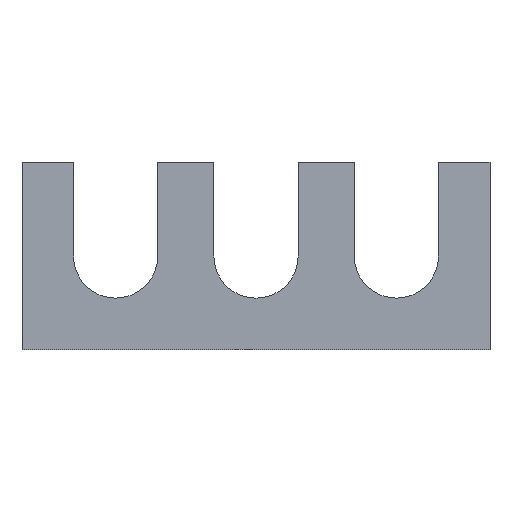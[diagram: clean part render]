
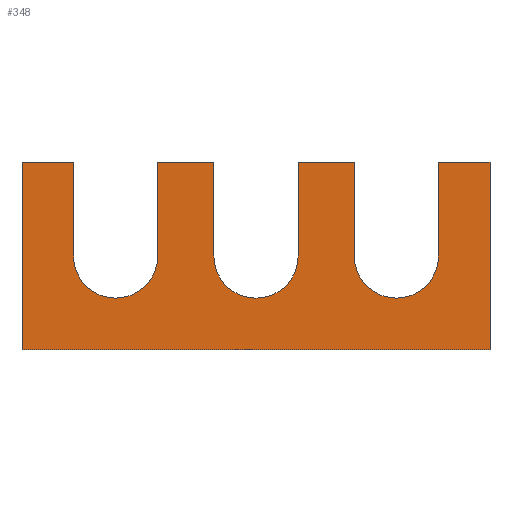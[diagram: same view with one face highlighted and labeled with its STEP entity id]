
A CAD part, top view. The second image highlights one B-rep face of the part: STEP entity #348.
In plain terms, the highlighted planar face has unit normal (0, 0, 1).
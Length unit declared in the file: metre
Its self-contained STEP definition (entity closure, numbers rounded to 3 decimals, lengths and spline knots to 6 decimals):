
#13=CIRCLE('',#366,0.0045);
#15=CIRCLE('',#372,0.0045);
#17=CIRCLE('',#382,0.0045);
#85=ORIENTED_EDGE('',*,*,#119,.F.);
#86=ORIENTED_EDGE('',*,*,#123,.F.);
#87=ORIENTED_EDGE('',*,*,#126,.T.);
#88=ORIENTED_EDGE('',*,*,#129,.T.);
#89=ORIENTED_EDGE('',*,*,#132,.F.);
#90=ORIENTED_EDGE('',*,*,#135,.F.);
#91=ORIENTED_EDGE('',*,*,#138,.T.);
#92=ORIENTED_EDGE('',*,*,#141,.T.);
#93=ORIENTED_EDGE('',*,*,#144,.F.);
#94=ORIENTED_EDGE('',*,*,#147,.F.);
#95=ORIENTED_EDGE('',*,*,#150,.T.);
#96=ORIENTED_EDGE('',*,*,#153,.T.);
#97=ORIENTED_EDGE('',*,*,#156,.F.);
#98=ORIENTED_EDGE('',*,*,#159,.T.);
#99=ORIENTED_EDGE('',*,*,#162,.T.);
#100=ORIENTED_EDGE('',*,*,#164,.T.);
#119=EDGE_CURVE('',#167,#168,#199,.T.);
#123=EDGE_CURVE('',#170,#167,#13,.T.);
#126=EDGE_CURVE('',#170,#172,#204,.T.);
#129=EDGE_CURVE('',#172,#174,#207,.T.);
#132=EDGE_CURVE('',#176,#174,#210,.T.);
#135=EDGE_CURVE('',#178,#176,#15,.T.);
#138=EDGE_CURVE('',#178,#180,#214,.T.);
#141=EDGE_CURVE('',#180,#182,#217,.T.);
#144=EDGE_CURVE('',#184,#182,#220,.T.);
#147=EDGE_CURVE('',#186,#184,#223,.T.);
#150=EDGE_CURVE('',#186,#188,#226,.T.);
#153=EDGE_CURVE('',#188,#190,#229,.T.);
#156=EDGE_CURVE('',#192,#190,#232,.T.);
#159=EDGE_CURVE('',#192,#194,#17,.T.);
#162=EDGE_CURVE('',#194,#196,#236,.T.);
#164=EDGE_CURVE('',#196,#168,#238,.T.);
#167=VERTEX_POINT('',#485);
#168=VERTEX_POINT('',#487);
#170=VERTEX_POINT('',#493);
#172=VERTEX_POINT('',#499);
#174=VERTEX_POINT('',#505);
#176=VERTEX_POINT('',#511);
#178=VERTEX_POINT('',#517);
#180=VERTEX_POINT('',#523);
#182=VERTEX_POINT('',#529);
#184=VERTEX_POINT('',#535);
#186=VERTEX_POINT('',#541);
#188=VERTEX_POINT('',#547);
#190=VERTEX_POINT('',#553);
#192=VERTEX_POINT('',#559);
#194=VERTEX_POINT('',#565);
#196=VERTEX_POINT('',#571);
#199=LINE('',#486,#241);
#204=LINE('',#500,#246);
#207=LINE('',#506,#249);
#210=LINE('',#512,#252);
#214=LINE('',#524,#256);
#217=LINE('',#530,#259);
#220=LINE('',#536,#262);
#223=LINE('',#542,#265);
#226=LINE('',#548,#268);
#229=LINE('',#554,#271);
#232=LINE('',#560,#274);
#236=LINE('',#572,#278);
#238=LINE('',#575,#280);
#241=VECTOR('',#393,1.);
#246=VECTOR('',#406,1.);
#249=VECTOR('',#411,1.);
#252=VECTOR('',#416,1.);
#256=VECTOR('',#428,1.);
#259=VECTOR('',#433,1.);
#262=VECTOR('',#438,1.);
#265=VECTOR('',#443,1.);
#268=VECTOR('',#448,1.);
#271=VECTOR('',#453,1.);
#274=VECTOR('',#458,1.);
#278=VECTOR('',#470,1.);
#280=VECTOR('',#474,1.);
#297=EDGE_LOOP('',(#85,#86,#87,#88,#89,#90,#91,#92,#93,#94,#95,#96,#97,
#98,#99,#100));
#315=FACE_BOUND('',#297,.T.);
#330=PLANE('',#385);
#348=ADVANCED_FACE('',(#315),#330,.T.);
#366=AXIS2_PLACEMENT_3D('',#494,#400,#401);
#372=AXIS2_PLACEMENT_3D('',#518,#422,#423);
#382=AXIS2_PLACEMENT_3D('',#566,#464,#465);
#385=AXIS2_PLACEMENT_3D('',#576,#475,#476);
#393=DIRECTION('',(0.,1.,0.));
#400=DIRECTION('',(0.,0.,1.));
#401=DIRECTION('',(1.,0.,0.));
#406=DIRECTION('',(0.,1.,0.));
#411=DIRECTION('',(-1.,0.,0.));
#416=DIRECTION('',(0.,1.,0.));
#422=DIRECTION('',(0.,0.,1.));
#423=DIRECTION('',(1.,0.,0.));
#428=DIRECTION('',(0.,1.,0.));
#433=DIRECTION('',(-1.,0.,0.));
#438=DIRECTION('',(0.,1.,0.));
#443=DIRECTION('',(-1.,0.,0.));
#448=DIRECTION('',(0.,1.,0.));
#453=DIRECTION('',(-1.,0.,0.));
#458=DIRECTION('',(0.,1.,0.));
#464=DIRECTION('',(0.,0.,-1.));
#465=DIRECTION('',(1.,0.,0.));
#470=DIRECTION('',(0.,1.,0.));
#474=DIRECTION('',(-1.,0.,0.));
#475=DIRECTION('',(0.,0.,1.));
#476=DIRECTION('',(1.,0.,0.));
#485=CARTESIAN_POINT('',(0.0045,0.,0.0005));
#486=CARTESIAN_POINT('',(0.0045,0.005,0.0005));
#487=CARTESIAN_POINT('',(0.0045,0.01,0.0005));
#493=CARTESIAN_POINT('',(-0.0045,0.,0.0005));
#494=CARTESIAN_POINT('',(0.,0.,0.0005));
#499=CARTESIAN_POINT('',(-0.0045,0.01,0.0005));
#500=CARTESIAN_POINT('',(-0.0045,0.005,0.0005));
#505=CARTESIAN_POINT('',(-0.0105,0.01,0.0005));
#506=CARTESIAN_POINT('',(-0.0075,0.01,0.0005));
#511=CARTESIAN_POINT('',(-0.0105,0.,0.0005));
#512=CARTESIAN_POINT('',(-0.0105,0.005,0.0005));
#517=CARTESIAN_POINT('',(-0.0195,0.,0.0005));
#518=CARTESIAN_POINT('',(-0.015,0.,0.0005));
#523=CARTESIAN_POINT('',(-0.0195,0.01,0.0005));
#524=CARTESIAN_POINT('',(-0.0195,0.005,0.0005));
#529=CARTESIAN_POINT('',(-0.025,0.01,0.0005));
#530=CARTESIAN_POINT('',(-0.02225,0.01,0.0005));
#535=CARTESIAN_POINT('',(-0.025,-0.01,0.0005));
#536=CARTESIAN_POINT('',(-0.025,0.,0.0005));
#541=CARTESIAN_POINT('',(0.025,-0.01,0.0005));
#542=CARTESIAN_POINT('',(0.,-0.01,0.0005));
#547=CARTESIAN_POINT('',(0.025,0.01,0.0005));
#548=CARTESIAN_POINT('',(0.025,0.,0.0005));
#553=CARTESIAN_POINT('',(0.0195,0.01,0.0005));
#554=CARTESIAN_POINT('',(0.02225,0.01,0.0005));
#559=CARTESIAN_POINT('',(0.0195,0.,0.0005));
#560=CARTESIAN_POINT('',(0.0195,0.005,0.0005));
#565=CARTESIAN_POINT('',(0.0105,0.,0.0005));
#566=CARTESIAN_POINT('',(0.015,0.,0.0005));
#571=CARTESIAN_POINT('',(0.0105,0.01,0.0005));
#572=CARTESIAN_POINT('',(0.0105,0.005,0.0005));
#575=CARTESIAN_POINT('',(0.0075,0.01,0.0005));
#576=CARTESIAN_POINT('',(0.,0.,0.0005));
